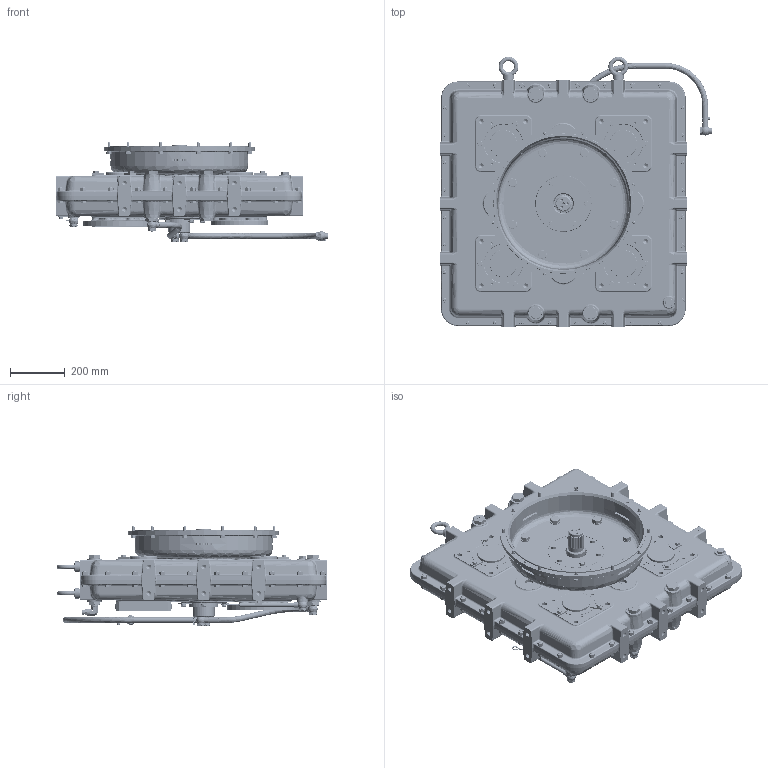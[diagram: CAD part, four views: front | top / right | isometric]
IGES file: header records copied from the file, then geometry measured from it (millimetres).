
Start section: SolidWorks IGES file using analytic representation for surfaces
Global section: file name: 1029027B.IGS; native system: SolidWorks 2007; preprocessor: SolidWorks 2007; author: piccagliad; date: 150623.170450; units: millimetre
Bounding box: 991.95 x 985 x 361.8 mm (x, y, z)
Surface area: 7816753.5 mm2 (no closed solid volume)
Topology: 0 solids, 0 shells, 15949 faces, 226709 edges, 226334 vertices
Faces by surface type: bspline 8314, revolution 7635
